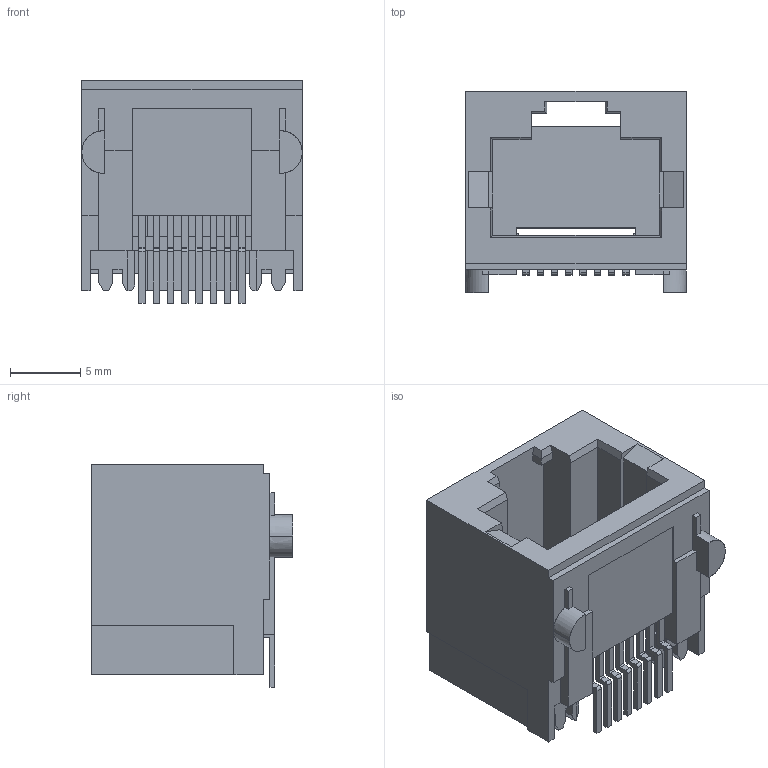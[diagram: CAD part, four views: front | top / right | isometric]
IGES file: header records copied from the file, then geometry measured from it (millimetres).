
Start section: SolidWorks IGES file using analytic representation for surfaces
Global section: file name: GWX-SMT-N-88_rA2.IGS; native system: SolidWorks 2007; preprocessor: SolidWorks 2007; author: Patrick; date: 110113.101409; units: millimetre
Bounding box: 15.75 x 14.41 x 15.9 mm (x, y, z)
Surface area: 2000.2 mm2 (no closed solid volume)
Topology: 0 solids, 0 shells, 243 faces, 1658 edges, 1658 vertices
Faces by surface type: bspline 206, revolution 37
